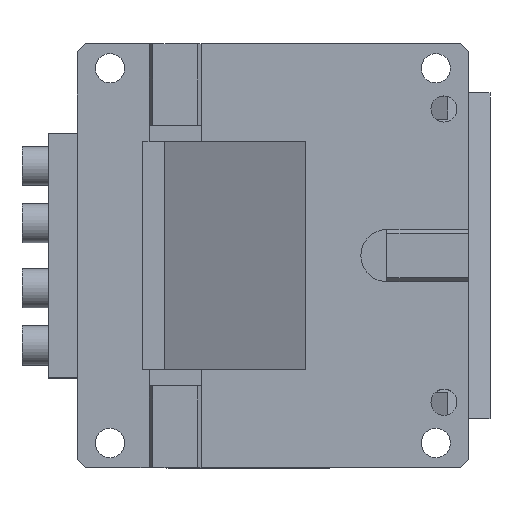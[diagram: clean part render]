
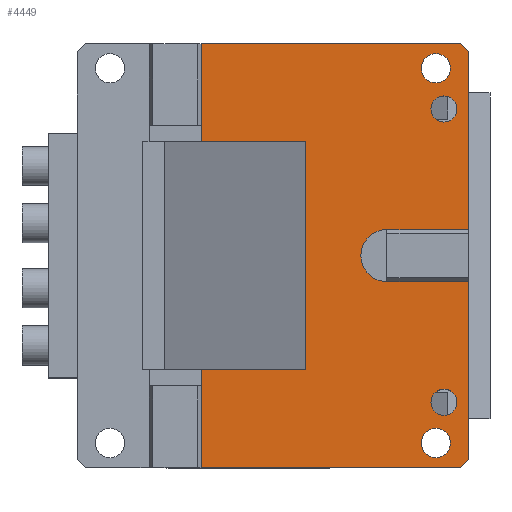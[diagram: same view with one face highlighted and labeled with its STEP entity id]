
A CAD part, top view. The second image highlights one B-rep face of the part: STEP entity #4449.
In plain terms, the highlighted planar face has unit normal (0, 0, 1).
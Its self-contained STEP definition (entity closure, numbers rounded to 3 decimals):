
#163=CARTESIAN_POINT('Vertex',(190.,146.,280.)) ;
#166=CARTESIAN_POINT('Line Origine',(165.,146.,280.)) ;
#170=CARTESIAN_POINT('Vertex',(140.,146.,280.)) ;
#208=CARTESIAN_POINT('Vertex',(140.,114.,280.)) ;
#232=CARTESIAN_POINT('Axis2P3D Location',(140.,130.,280.)) ;
#264=CARTESIAN_POINT('Line Origine',(165.,114.,280.)) ;
#268=CARTESIAN_POINT('Vertex',(190.,114.,280.)) ;
#301=CARTESIAN_POINT('Vertex',(179.,245.,280.)) ;
#304=CARTESIAN_POINT('Axis2P3D Location',(170.,245.,280.)) ;
#308=CARTESIAN_POINT('Vertex',(161.,245.,280.)) ;
#409=CARTESIAN_POINT('Axis2P3D Location',(170.,245.,280.)) ;
#1325=CARTESIAN_POINT('Line Origine',(187.5,257.5,280.)) ;
#1329=CARTESIAN_POINT('Vertex',(190.,255.,280.)) ;
#1331=CARTESIAN_POINT('Vertex',(185.,260.,280.)) ;
#1533=CARTESIAN_POINT('Vertex',(26.,260.,280.)) ;
#1538=CARTESIAN_POINT('Line Origine',(105.5,260.,280.)) ;
#2152=CARTESIAN_POINT('Line Origine',(26.,55.,280.)) ;
#2156=CARTESIAN_POINT('Vertex',(26.,50.,280.)) ;
#2158=CARTESIAN_POINT('Vertex',(26.,60.,280.)) ;
#2230=CARTESIAN_POINT('Line Origine',(58.,60.,280.)) ;
#2234=CARTESIAN_POINT('Vertex',(90.,60.,280.)) ;
#2319=CARTESIAN_POINT('Vertex',(26.,0.,280.)) ;
#2322=CARTESIAN_POINT('Line Origine',(26.,0.5,280.)) ;
#2326=CARTESIAN_POINT('Vertex',(26.,1.,280.)) ;
#2329=CARTESIAN_POINT('Line Origine',(26.,25.,280.)) ;
#2333=CARTESIAN_POINT('Vertex',(26.,49.,280.)) ;
#2336=CARTESIAN_POINT('Line Origine',(26.,49.5,280.)) ;
#2608=CARTESIAN_POINT('Vertex',(179.,15.,280.)) ;
#2611=CARTESIAN_POINT('Axis2P3D Location',(170.,15.,280.)) ;
#2615=CARTESIAN_POINT('Vertex',(161.,15.,280.)) ;
#2640=CARTESIAN_POINT('Axis2P3D Location',(170.,15.,280.)) ;
#2706=CARTESIAN_POINT('Vertex',(190.,5.,280.)) ;
#2709=CARTESIAN_POINT('Line Origine',(187.5,2.5,280.)) ;
#2713=CARTESIAN_POINT('Vertex',(185.,0.,280.)) ;
#2892=CARTESIAN_POINT('Line Origine',(105.5,0.,280.)) ;
#3079=CARTESIAN_POINT('Axis2P3D Location',(-50.,561.491,280.)) ;
#3214=CARTESIAN_POINT('Vertex',(90.,200.,280.)) ;
#3217=CARTESIAN_POINT('Line Origine',(90.,130.,280.)) ;
#3234=CARTESIAN_POINT('Line Origine',(58.,200.,280.)) ;
#3238=CARTESIAN_POINT('Vertex',(26.,200.,280.)) ;
#3258=CARTESIAN_POINT('Line Origine',(26.,205.,280.)) ;
#3262=CARTESIAN_POINT('Vertex',(26.,210.,280.)) ;
#3322=CARTESIAN_POINT('Line Origine',(26.,235.,280.)) ;
#3339=CARTESIAN_POINT('Line Origine',(190.,59.5,280.)) ;
#3361=CARTESIAN_POINT('Line Origine',(190.,200.5,280.)) ;
#4413=CARTESIAN_POINT('Axis2P3D Location',(175.,40.,280.)) ;
#4417=CARTESIAN_POINT('Vertex',(167.,40.,280.)) ;
#4419=CARTESIAN_POINT('Vertex',(183.,40.,280.)) ;
#4422=CARTESIAN_POINT('Axis2P3D Location',(175.,40.,280.)) ;
#4431=CARTESIAN_POINT('Axis2P3D Location',(175.,220.,280.)) ;
#4435=CARTESIAN_POINT('Vertex',(167.,220.,280.)) ;
#4437=CARTESIAN_POINT('Vertex',(183.,220.,280.)) ;
#4440=CARTESIAN_POINT('Axis2P3D Location',(175.,220.,280.)) ;
#167=DIRECTION('Vector Direction',(1.,0.,0.)) ;
#233=DIRECTION('Axis2P3D Direction',(0.,-0.,1.)) ;
#265=DIRECTION('Vector Direction',(-1.,0.,0.)) ;
#305=DIRECTION('Axis2P3D Direction',(0.,0.,1.)) ;
#410=DIRECTION('Axis2P3D Direction',(0.,0.,1.)) ;
#1326=DIRECTION('Vector Direction',(-0.707,0.707,0.)) ;
#1539=DIRECTION('Vector Direction',(1.,0.,0.)) ;
#2153=DIRECTION('Vector Direction',(0.,1.,0.)) ;
#2231=DIRECTION('Vector Direction',(1.,0.,0.)) ;
#2323=DIRECTION('Vector Direction',(0.,1.,0.)) ;
#2330=DIRECTION('Vector Direction',(0.,1.,0.)) ;
#2337=DIRECTION('Vector Direction',(0.,1.,0.)) ;
#2612=DIRECTION('Axis2P3D Direction',(0.,0.,1.)) ;
#2641=DIRECTION('Axis2P3D Direction',(0.,0.,1.)) ;
#2710=DIRECTION('Vector Direction',(0.707,0.707,0.)) ;
#2893=DIRECTION('Vector Direction',(-1.,0.,0.)) ;
#3080=DIRECTION('Axis2P3D Direction',(0.,0.,-1.)) ;
#3081=DIRECTION('Axis2P3D XDirection',(-1.,0.,0.)) ;
#3218=DIRECTION('Vector Direction',(0.,1.,0.)) ;
#3235=DIRECTION('Vector Direction',(1.,0.,0.)) ;
#3259=DIRECTION('Vector Direction',(0.,1.,0.)) ;
#3323=DIRECTION('Vector Direction',(0.,1.,0.)) ;
#3340=DIRECTION('Vector Direction',(0.,1.,0.)) ;
#3362=DIRECTION('Vector Direction',(0.,1.,0.)) ;
#4414=DIRECTION('Axis2P3D Direction',(0.,0.,-1.)) ;
#4423=DIRECTION('Axis2P3D Direction',(0.,0.,-1.)) ;
#4432=DIRECTION('Axis2P3D Direction',(0.,0.,-1.)) ;
#4441=DIRECTION('Axis2P3D Direction',(0.,0.,-1.)) ;
#234=AXIS2_PLACEMENT_3D('Circle Axis2P3D',#232,#233,$) ;
#306=AXIS2_PLACEMENT_3D('Circle Axis2P3D',#304,#305,$) ;
#411=AXIS2_PLACEMENT_3D('Circle Axis2P3D',#409,#410,$) ;
#2613=AXIS2_PLACEMENT_3D('Circle Axis2P3D',#2611,#2612,$) ;
#2642=AXIS2_PLACEMENT_3D('Circle Axis2P3D',#2640,#2641,$) ;
#3082=AXIS2_PLACEMENT_3D('Plane Axis2P3D',#3079,#3080,#3081) ;
#4415=AXIS2_PLACEMENT_3D('Circle Axis2P3D',#4413,#4414,$) ;
#4424=AXIS2_PLACEMENT_3D('Circle Axis2P3D',#4422,#4423,$) ;
#4433=AXIS2_PLACEMENT_3D('Circle Axis2P3D',#4431,#4432,$) ;
#4442=AXIS2_PLACEMENT_3D('Circle Axis2P3D',#4440,#4441,$) ;
#4386=ORIENTED_EDGE('',*,*,#236,.F.) ;
#4387=ORIENTED_EDGE('',*,*,#172,.F.) ;
#4388=ORIENTED_EDGE('',*,*,#3365,.T.) ;
#4389=ORIENTED_EDGE('',*,*,#1333,.T.) ;
#4390=ORIENTED_EDGE('',*,*,#1542,.F.) ;
#4391=ORIENTED_EDGE('',*,*,#3326,.F.) ;
#4392=ORIENTED_EDGE('',*,*,#3264,.F.) ;
#4393=ORIENTED_EDGE('',*,*,#3240,.T.) ;
#4394=ORIENTED_EDGE('',*,*,#3221,.F.) ;
#4395=ORIENTED_EDGE('',*,*,#2236,.F.) ;
#4396=ORIENTED_EDGE('',*,*,#2160,.F.) ;
#4397=ORIENTED_EDGE('',*,*,#2340,.F.) ;
#4398=ORIENTED_EDGE('',*,*,#2335,.F.) ;
#4399=ORIENTED_EDGE('',*,*,#2328,.F.) ;
#4400=ORIENTED_EDGE('',*,*,#2896,.F.) ;
#4401=ORIENTED_EDGE('',*,*,#2715,.T.) ;
#4402=ORIENTED_EDGE('',*,*,#3343,.T.) ;
#4403=ORIENTED_EDGE('',*,*,#270,.F.) ;
#4406=ORIENTED_EDGE('',*,*,#310,.F.) ;
#4407=ORIENTED_EDGE('',*,*,#413,.F.) ;
#4410=ORIENTED_EDGE('',*,*,#2617,.F.) ;
#4411=ORIENTED_EDGE('',*,*,#2644,.F.) ;
#4428=ORIENTED_EDGE('',*,*,#4421,.F.) ;
#4429=ORIENTED_EDGE('',*,*,#4426,.F.) ;
#4446=ORIENTED_EDGE('',*,*,#4439,.F.) ;
#4447=ORIENTED_EDGE('',*,*,#4444,.F.) ;
#4408=FACE_BOUND('',#4405,.T.) ;
#4412=FACE_BOUND('',#4409,.T.) ;
#4430=FACE_BOUND('',#4427,.T.) ;
#4448=FACE_BOUND('',#4445,.T.) ;
#168=VECTOR('Line Direction',#167,1.) ;
#266=VECTOR('Line Direction',#265,1.) ;
#1327=VECTOR('Line Direction',#1326,1.) ;
#1540=VECTOR('Line Direction',#1539,1.) ;
#2154=VECTOR('Line Direction',#2153,1.) ;
#2232=VECTOR('Line Direction',#2231,1.) ;
#2324=VECTOR('Line Direction',#2323,1.) ;
#2331=VECTOR('Line Direction',#2330,1.) ;
#2338=VECTOR('Line Direction',#2337,1.) ;
#2711=VECTOR('Line Direction',#2710,1.) ;
#2894=VECTOR('Line Direction',#2893,1.) ;
#3219=VECTOR('Line Direction',#3218,1.) ;
#3236=VECTOR('Line Direction',#3235,1.) ;
#3260=VECTOR('Line Direction',#3259,1.) ;
#3324=VECTOR('Line Direction',#3323,1.) ;
#3341=VECTOR('Line Direction',#3340,1.) ;
#3363=VECTOR('Line Direction',#3362,1.) ;
#4449=ADVANCED_FACE('CAM HOLDER',(#4404,#4408,#4412,#4430,#4448),#3083,.F.) ;
#235=CIRCLE('generated circle',#234,16.) ;
#307=CIRCLE('generated circle',#306,9.) ;
#412=CIRCLE('generated circle',#411,9.) ;
#2614=CIRCLE('generated circle',#2613,9.) ;
#2643=CIRCLE('generated circle',#2642,9.) ;
#4416=CIRCLE('generated circle',#4415,8.) ;
#4425=CIRCLE('generated circle',#4424,8.) ;
#4434=CIRCLE('generated circle',#4433,8.) ;
#4443=CIRCLE('generated circle',#4442,8.) ;
#172=EDGE_CURVE('',#164,#171,#169,.F.) ;
#236=EDGE_CURVE('',#171,#209,#235,.T.) ;
#270=EDGE_CURVE('',#209,#269,#267,.F.) ;
#310=EDGE_CURVE('',#302,#309,#307,.T.) ;
#413=EDGE_CURVE('',#309,#302,#412,.T.) ;
#1333=EDGE_CURVE('',#1330,#1332,#1328,.T.) ;
#1542=EDGE_CURVE('',#1534,#1332,#1541,.T.) ;
#2160=EDGE_CURVE('',#2157,#2159,#2155,.T.) ;
#2236=EDGE_CURVE('',#2159,#2235,#2233,.T.) ;
#2328=EDGE_CURVE('',#2320,#2327,#2325,.T.) ;
#2335=EDGE_CURVE('',#2327,#2334,#2332,.T.) ;
#2340=EDGE_CURVE('',#2334,#2157,#2339,.T.) ;
#2617=EDGE_CURVE('',#2609,#2616,#2614,.T.) ;
#2644=EDGE_CURVE('',#2616,#2609,#2643,.T.) ;
#2715=EDGE_CURVE('',#2714,#2707,#2712,.T.) ;
#2896=EDGE_CURVE('',#2714,#2320,#2895,.T.) ;
#3221=EDGE_CURVE('',#2235,#3215,#3220,.T.) ;
#3240=EDGE_CURVE('',#3239,#3215,#3237,.T.) ;
#3264=EDGE_CURVE('',#3239,#3263,#3261,.T.) ;
#3326=EDGE_CURVE('',#3263,#1534,#3325,.T.) ;
#3343=EDGE_CURVE('',#2707,#269,#3342,.T.) ;
#3365=EDGE_CURVE('',#164,#1330,#3364,.T.) ;
#4421=EDGE_CURVE('',#4418,#4420,#4416,.F.) ;
#4426=EDGE_CURVE('',#4420,#4418,#4425,.F.) ;
#4439=EDGE_CURVE('',#4436,#4438,#4434,.F.) ;
#4444=EDGE_CURVE('',#4438,#4436,#4443,.F.) ;
#4385=EDGE_LOOP('',(#4386,#4387,#4388,#4389,#4390,#4391,#4392,#4393,#4394,#4395,#4396,#4397,#4398,#4399,#4400,#4401,#4402,#4403)) ;
#4405=EDGE_LOOP('',(#4406,#4407)) ;
#4409=EDGE_LOOP('',(#4410,#4411)) ;
#4427=EDGE_LOOP('',(#4428,#4429)) ;
#4445=EDGE_LOOP('',(#4446,#4447)) ;
#4404=FACE_OUTER_BOUND('',#4385,.T.) ;
#169=LINE('Line',#166,#168) ;
#267=LINE('Line',#264,#266) ;
#1328=LINE('Line',#1325,#1327) ;
#1541=LINE('Line',#1538,#1540) ;
#2155=LINE('Line',#2152,#2154) ;
#2233=LINE('Line',#2230,#2232) ;
#2325=LINE('Line',#2322,#2324) ;
#2332=LINE('Line',#2329,#2331) ;
#2339=LINE('Line',#2336,#2338) ;
#2712=LINE('Line',#2709,#2711) ;
#2895=LINE('Line',#2892,#2894) ;
#3220=LINE('Line',#3217,#3219) ;
#3237=LINE('Line',#3234,#3236) ;
#3261=LINE('Line',#3258,#3260) ;
#3325=LINE('Line',#3322,#3324) ;
#3342=LINE('Line',#3339,#3341) ;
#3364=LINE('Line',#3361,#3363) ;
#3083=PLANE('Plane',#3082) ;
#164=VERTEX_POINT('',#163) ;
#171=VERTEX_POINT('',#170) ;
#209=VERTEX_POINT('',#208) ;
#269=VERTEX_POINT('',#268) ;
#302=VERTEX_POINT('',#301) ;
#309=VERTEX_POINT('',#308) ;
#1330=VERTEX_POINT('',#1329) ;
#1332=VERTEX_POINT('',#1331) ;
#1534=VERTEX_POINT('',#1533) ;
#2157=VERTEX_POINT('',#2156) ;
#2159=VERTEX_POINT('',#2158) ;
#2235=VERTEX_POINT('',#2234) ;
#2320=VERTEX_POINT('',#2319) ;
#2327=VERTEX_POINT('',#2326) ;
#2334=VERTEX_POINT('',#2333) ;
#2609=VERTEX_POINT('',#2608) ;
#2616=VERTEX_POINT('',#2615) ;
#2707=VERTEX_POINT('',#2706) ;
#2714=VERTEX_POINT('',#2713) ;
#3215=VERTEX_POINT('',#3214) ;
#3239=VERTEX_POINT('',#3238) ;
#3263=VERTEX_POINT('',#3262) ;
#4418=VERTEX_POINT('',#4417) ;
#4420=VERTEX_POINT('',#4419) ;
#4436=VERTEX_POINT('',#4435) ;
#4438=VERTEX_POINT('',#4437) ;
